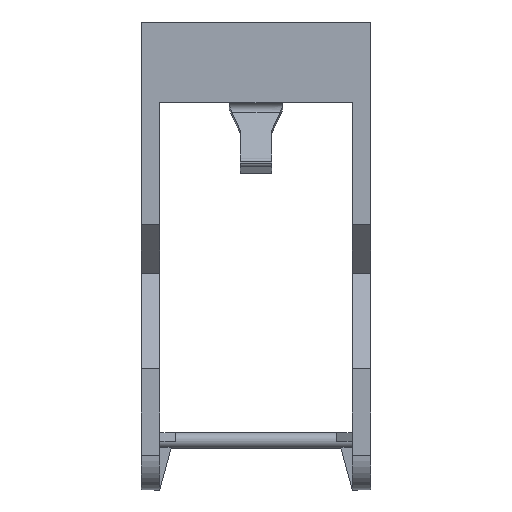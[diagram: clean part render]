
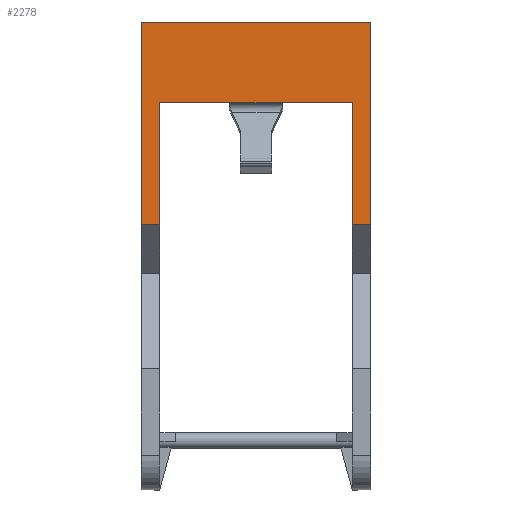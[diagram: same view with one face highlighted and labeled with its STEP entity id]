
A CAD part, front view. The second image highlights one B-rep face of the part: STEP entity #2278.
In plain terms, the highlighted planar face has unit normal (0, -1, 0).
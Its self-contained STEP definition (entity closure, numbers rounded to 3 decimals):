
#222=FACE_OUTER_BOUND('',#345,.T.);
#345=EDGE_LOOP('',(#1726,#1727,#1728,#1729,#1730,#1731,#1732,#1733));
#456=LINE('',#3389,#688);
#485=LINE('',#3458,#717);
#534=LINE('',#3657,#766);
#551=LINE('',#3722,#783);
#552=LINE('',#3726,#784);
#553=LINE('',#3727,#785);
#554=LINE('',#3729,#786);
#555=LINE('',#3730,#787);
#688=VECTOR('',#2675,1.);
#717=VECTOR('',#2726,1.);
#766=VECTOR('',#2903,1.);
#783=VECTOR('',#2952,1.);
#784=VECTOR('',#2955,1.);
#785=VECTOR('',#2956,1.);
#786=VECTOR('',#2957,1.);
#787=VECTOR('',#2958,1.);
#944=VERTEX_POINT('',#3386);
#945=VERTEX_POINT('',#3388);
#973=VERTEX_POINT('',#3455);
#974=VERTEX_POINT('',#3457);
#1043=VERTEX_POINT('',#3656);
#1056=VERTEX_POINT('',#3724);
#1057=VERTEX_POINT('',#3725);
#1058=VERTEX_POINT('',#3728);
#1174=EDGE_CURVE('',#945,#944,#456,.T.);
#1208=EDGE_CURVE('',#973,#974,#485,.T.);
#1301=EDGE_CURVE('',#1043,#945,#534,.T.);
#1326=EDGE_CURVE('',#974,#944,#551,.T.);
#1327=EDGE_CURVE('',#1056,#1057,#552,.T.);
#1328=EDGE_CURVE('',#1043,#1057,#553,.T.);
#1329=EDGE_CURVE('',#973,#1058,#554,.T.);
#1330=EDGE_CURVE('',#1058,#1056,#555,.T.);
#1726=ORIENTED_EDGE('',*,*,#1327,.T.);
#1727=ORIENTED_EDGE('',*,*,#1328,.F.);
#1728=ORIENTED_EDGE('',*,*,#1301,.T.);
#1729=ORIENTED_EDGE('',*,*,#1174,.T.);
#1730=ORIENTED_EDGE('',*,*,#1326,.F.);
#1731=ORIENTED_EDGE('',*,*,#1208,.F.);
#1732=ORIENTED_EDGE('',*,*,#1329,.T.);
#1733=ORIENTED_EDGE('',*,*,#1330,.T.);
#2193=PLANE('',#2480);
#2278=ADVANCED_FACE('',(#222),#2193,.F.);
#2480=AXIS2_PLACEMENT_3D('',#3723,#2953,#2954);
#2675=DIRECTION('',(0.,0.,1.));
#2726=DIRECTION('',(0.,0.,1.));
#2903=DIRECTION('',(1.,0.,0.));
#2952=DIRECTION('',(1.,0.,0.));
#2953=DIRECTION('center_axis',(0.,1.,0.));
#2954=DIRECTION('ref_axis',(0.,0.,
-1.));
#2955=DIRECTION('',(1.,0.,0.));
#2956=DIRECTION('',(0.,0.,1.));
#2957=DIRECTION('',(1.,0.,0.));
#2958=DIRECTION('',(0.,0.,1.));
#3386=CARTESIAN_POINT('',(26.5,-9.825,54.));
#3388=CARTESIAN_POINT('',(26.5,-9.825,30.621));
#3389=CARTESIAN_POINT('',(26.5,-9.825,30.621));
#3455=CARTESIAN_POINT('',(0.,-9.825,30.621));
#3457=CARTESIAN_POINT('',(0.,-9.825,54.));
#3458=CARTESIAN_POINT('',(0.,-9.825,30.621));
#3656=CARTESIAN_POINT('',(24.35,-9.825,30.621));
#3657=CARTESIAN_POINT('',(0.,-9.825,30.621));
#3722=CARTESIAN_POINT('',(0.,-9.825,54.));
#3723=CARTESIAN_POINT('Origin',(0.,-9.825,
30.621));
#3724=CARTESIAN_POINT('',(2.15,-9.825,44.7));
#3725=CARTESIAN_POINT('',(24.35,-9.825,44.7));
#3726=CARTESIAN_POINT('',(2.15,-9.825,44.7));
#3727=CARTESIAN_POINT('',(24.35,-9.825,-0.3));
#3728=CARTESIAN_POINT('',(2.15,-9.825,30.621));
#3729=CARTESIAN_POINT('',(0.,-9.825,30.621));
#3730=CARTESIAN_POINT('',(2.15,-9.825,-0.3));
